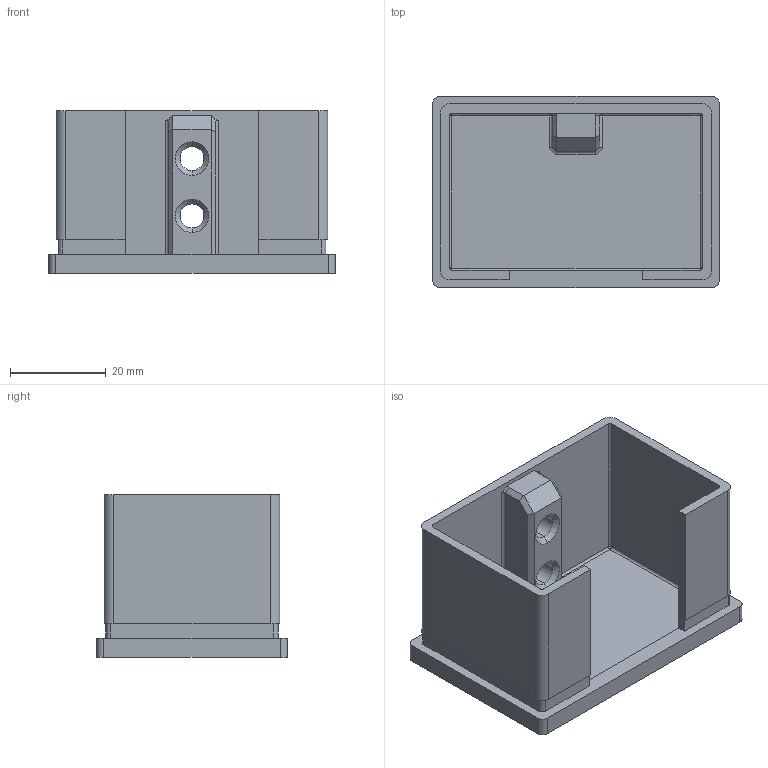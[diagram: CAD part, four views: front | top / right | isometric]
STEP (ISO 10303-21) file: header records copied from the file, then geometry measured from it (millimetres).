
FILE_DESCRIPTION (( 'STEP AP203' ), '1' );
FILE_NAME ('A_6732-640.STEP', '2019-02-01T14:03:27', ( '' ), ( '' ), 'SwSTEP 2.0', 'SolidWorks 2018', '' );
FILE_SCHEMA (( 'CONFIG_CONTROL_DESIGN' ));
Length unit declared in the file: millimetre
Products named in the file (1): A_6732-640
Bounding box: 60 x 40 x 34 mm (x, y, z)
Volume: 16900.6 mm3; surface area: 15701.2 mm2
Topology: 1 solids, 1 shells, 84 faces, 213 edges, 126 vertices
Faces by surface type: plane 36, cylinder 32, cone 10, sphere 6
Entity records: 2546 total; most frequent: CARTESIAN_POINT 446, DIRECTION 437, ORIENTED_EDGE 414, EDGE_CURVE 207, AXIS2_PLACEMENT_3D 151, LINE 135, VECTOR 135, VERTEX_POINT 126
